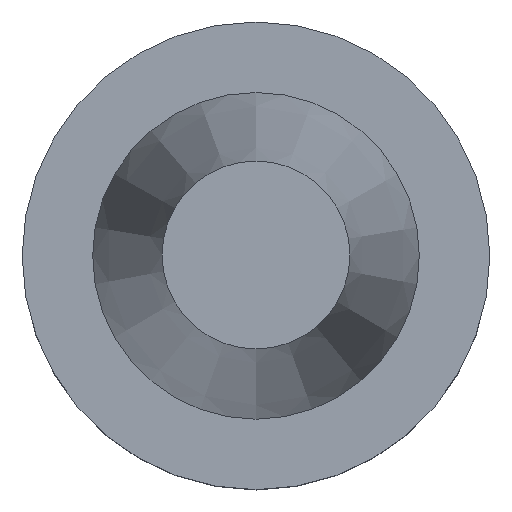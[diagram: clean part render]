
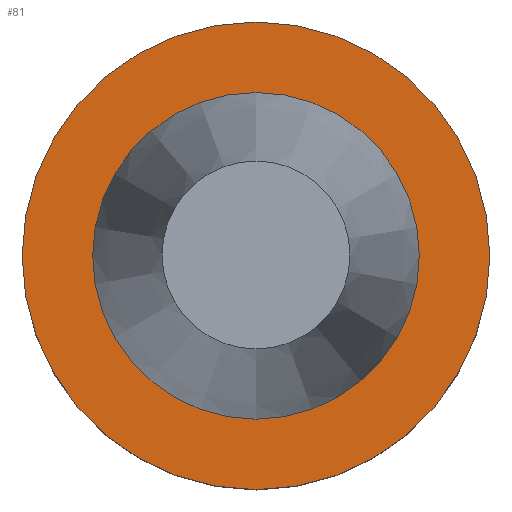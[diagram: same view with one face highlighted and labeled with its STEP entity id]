
A CAD part, top view. The second image highlights one B-rep face of the part: STEP entity #81.
In plain terms, the highlighted planar face has unit normal (0, 0, 1).
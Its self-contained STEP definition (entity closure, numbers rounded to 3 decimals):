
#81=ADVANCED_FACE('',(#106,#107),#108,.T.);
#106=FACE_OUTER_BOUND('',#146,.T.);
#107=FACE_BOUND('',#147,.T.);
#108=PLANE('',#148);
#146=EDGE_LOOP('',(#198));
#147=EDGE_LOOP('',(#199));
#148=AXIS2_PLACEMENT_3D('',#200,#201,#202);
#198=ORIENTED_EDGE('',*,*,#244,.F.);
#199=ORIENTED_EDGE('',*,*,#243,.T.);
#200=CARTESIAN_POINT('',(0.,42.463,-1.5));
#201=DIRECTION('',(0.,0.,1.0));
#202=DIRECTION('',(0.,-1.0,0.));
#243=EDGE_CURVE('',#261,#261,#262,.T.);
#244=EDGE_CURVE('',#263,#263,#264,.T.);
#261=VERTEX_POINT('',#287);
#262=CIRCLE('',#288,34.925);
#263=VERTEX_POINT('',#289);
#264=CIRCLE('',#290,50.0);
#287=CARTESIAN_POINT('',(0.,34.925,-1.5));
#288=AXIS2_PLACEMENT_3D('',#318,#319,#320);
#289=CARTESIAN_POINT('',(0.,50.0,-1.5));
#290=AXIS2_PLACEMENT_3D('',#321,#322,#323);
#318=CARTESIAN_POINT('',(0.,0.,-1.5));
#319=DIRECTION('',(0.,0.,-1.0));
#320=DIRECTION('',(0.,1.0,0.));
#321=CARTESIAN_POINT('',(0.,0.,-1.5));
#322=DIRECTION('',(0.,0.,-1.0));
#323=DIRECTION('',(0.,1.0,0.));
